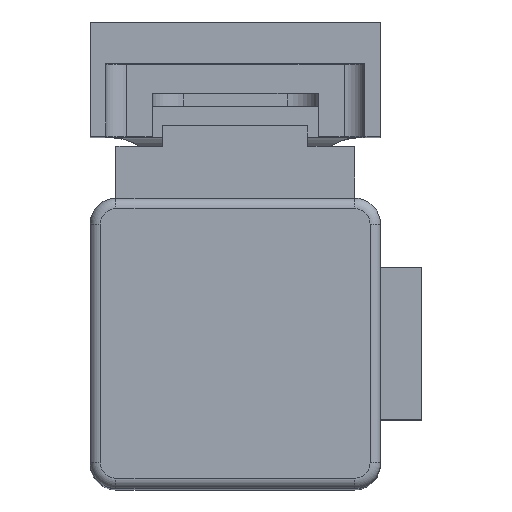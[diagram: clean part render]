
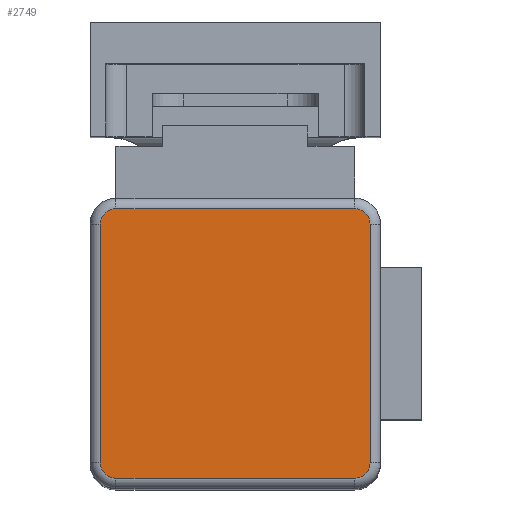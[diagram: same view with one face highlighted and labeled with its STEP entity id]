
A CAD part, top view. The second image highlights one B-rep face of the part: STEP entity #2749.
In plain terms, the highlighted face is planar.
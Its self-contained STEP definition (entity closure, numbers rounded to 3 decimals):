
#179 = DIRECTION ( 'NONE',  ( 1., 0., 0. ) ) ;
#475 = CARTESIAN_POINT ( 'NONE',  ( -11.5, 13., 0. ) ) ;
#513 = DIRECTION ( 'NONE',  ( -1., 0., 0. ) ) ;
#526 = EDGE_CURVE ( 'NONE', #4089, #3477, #3370, .T. ) ;
#573 = DIRECTION ( 'NONE',  ( 1., 0., 0. ) ) ;
#919 = DIRECTION ( 'NONE',  ( 0., 0., -1. ) ) ;
#1088 = EDGE_CURVE ( 'NONE', #3477, #1975, #9022, .T. ) ;
#1580 = EDGE_LOOP ( 'NONE', ( #5254, #5657, #5279, #4757, #2832, #8128, #5599, #2561 ) ) ;
#1585 = AXIS2_PLACEMENT_3D ( 'NONE', #6397, #6447, #2353 ) ;
#1594 = VERTEX_POINT ( 'NONE', #3877 ) ;
#1608 = CARTESIAN_POINT ( 'NONE',  ( -13., 11.5, 0. ) ) ;
#1841 = CARTESIAN_POINT ( 'NONE',  ( -13., 11.5, 0. ) ) ;
#1975 = VERTEX_POINT ( 'NONE', #2145 ) ;
#2114 = CARTESIAN_POINT ( 'NONE',  ( -11.5, -13., 0. ) ) ;
#2145 = CARTESIAN_POINT ( 'NONE',  ( -11.5, -13., 0. ) ) ;
#2353 = DIRECTION ( 'NONE',  ( 1., 0., 0. ) ) ;
#2520 = CARTESIAN_POINT ( 'NONE',  ( 11.5, -11.5, 0. ) ) ;
#2552 = AXIS2_PLACEMENT_3D ( 'NONE', #3295, #5462, #3339 ) ;
#2561 = ORIENTED_EDGE ( 'NONE', *, *, #2790, .T. ) ;
#2749 = ADVANCED_FACE ( 'NONE', ( #7632 ), #7454, .F. ) ;
#2790 = EDGE_CURVE ( 'NONE', #8754, #3668, #8191, .T. ) ;
#2832 = ORIENTED_EDGE ( 'NONE', *, *, #526, .T. ) ;
#3101 = DIRECTION ( 'NONE',  ( 1., 0., 0. ) ) ;
#3295 = CARTESIAN_POINT ( 'NONE',  ( 0., 0., 0. ) ) ;
#3339 = DIRECTION ( 'NONE',  ( 1., 0., 0. ) ) ;
#3370 = CIRCLE ( 'NONE', #4699, 1.5 ) ;
#3475 = DIRECTION ( 'NONE',  ( 1., 0., 0. ) ) ;
#3477 = VERTEX_POINT ( 'NONE', #6390 ) ;
#3523 = CARTESIAN_POINT ( 'NONE',  ( -13., -11.5, 0. ) ) ;
#3577 = EDGE_CURVE ( 'NONE', #7445, #3857, #7860, .T. ) ;
#3668 = VERTEX_POINT ( 'NONE', #1608 ) ;
#3857 = VERTEX_POINT ( 'NONE', #8224 ) ;
#3877 = CARTESIAN_POINT ( 'NONE',  ( 13., 11.5, 0. ) ) ;
#3906 = AXIS2_PLACEMENT_3D ( 'NONE', #5522, #7648, #573 ) ;
#4089 = VERTEX_POINT ( 'NONE', #5822 ) ;
#4200 = CARTESIAN_POINT ( 'NONE',  ( 13., -11.5, 0. ) ) ;
#4341 = EDGE_CURVE ( 'NONE', #1594, #4089, #8486, .T. ) ;
#4681 = DIRECTION ( 'NONE',  ( 0., 1., 0. ) ) ;
#4699 = AXIS2_PLACEMENT_3D ( 'NONE', #2520, #919, #3101 ) ;
#4757 = ORIENTED_EDGE ( 'NONE', *, *, #4341, .T. ) ;
#5191 = CARTESIAN_POINT ( 'NONE',  ( -11.5, -11.5, 0. ) ) ;
#5254 = ORIENTED_EDGE ( 'NONE', *, *, #8950, .T. ) ;
#5279 = ORIENTED_EDGE ( 'NONE', *, *, #6061, .T. ) ;
#5462 = DIRECTION ( 'NONE',  ( 0., 0., 1. ) ) ;
#5522 = CARTESIAN_POINT ( 'NONE',  ( 11.5, 11.5, 0. ) ) ;
#5584 = CIRCLE ( 'NONE', #1585, 1.5 ) ;
#5599 = ORIENTED_EDGE ( 'NONE', *, *, #6642, .T. ) ;
#5638 = VECTOR ( 'NONE', #3475, 1000. ) ;
#5657 = ORIENTED_EDGE ( 'NONE', *, *, #3577, .T. ) ;
#5790 = DIRECTION ( 'NONE',  ( 0., 0., -1. ) ) ;
#5822 = CARTESIAN_POINT ( 'NONE',  ( 13., -11.5, 0. ) ) ;
#5897 = VECTOR ( 'NONE', #513, 1000. ) ;
#6061 = EDGE_CURVE ( 'NONE', #3857, #1594, #8640, .T. ) ;
#6225 = DIRECTION ( 'NONE',  ( 0., -1., 0. ) ) ;
#6390 = CARTESIAN_POINT ( 'NONE',  ( 11.5, -13., 0. ) ) ;
#6397 = CARTESIAN_POINT ( 'NONE',  ( -11.5, 11.5, 0. ) ) ;
#6447 = DIRECTION ( 'NONE',  ( 0., 0., -1. ) ) ;
#6642 = EDGE_CURVE ( 'NONE', #1975, #8754, #6790, .T. ) ;
#6699 = VECTOR ( 'NONE', #4681, 1000. ) ;
#6790 = CIRCLE ( 'NONE', #7524, 1.5 ) ;
#7445 = VERTEX_POINT ( 'NONE', #475 ) ;
#7454 = PLANE ( 'NONE',  #2552 ) ;
#7524 = AXIS2_PLACEMENT_3D ( 'NONE', #5191, #5790, #179 ) ;
#7632 = FACE_OUTER_BOUND ( 'NONE', #1580, .T. ) ;
#7648 = DIRECTION ( 'NONE',  ( 0., 0., -1. ) ) ;
#7769 = CARTESIAN_POINT ( 'NONE',  ( 11.5, 13., 0. ) ) ;
#7860 = LINE ( 'NONE', #7769, #5638 ) ;
#8128 = ORIENTED_EDGE ( 'NONE', *, *, #1088, .T. ) ;
#8191 = LINE ( 'NONE', #1841, #6699 ) ;
#8224 = CARTESIAN_POINT ( 'NONE',  ( 11.5, 13., 0. ) ) ;
#8284 = VECTOR ( 'NONE', #6225, 1000. ) ;
#8486 = LINE ( 'NONE', #4200, #8284 ) ;
#8640 = CIRCLE ( 'NONE', #3906, 1.5 ) ;
#8754 = VERTEX_POINT ( 'NONE', #3523 ) ;
#8950 = EDGE_CURVE ( 'NONE', #3668, #7445, #5584, .T. ) ;
#9022 = LINE ( 'NONE', #2114, #5897 ) ;
